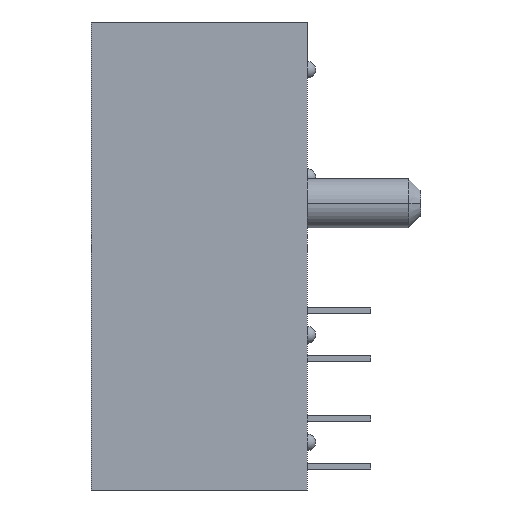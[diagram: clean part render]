
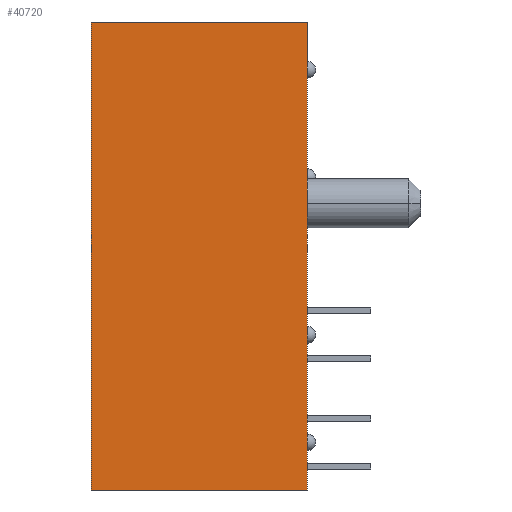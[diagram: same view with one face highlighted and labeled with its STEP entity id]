
A CAD part, left-side view. The second image highlights one B-rep face of the part: STEP entity #40720.
In plain terms, the highlighted planar face has unit normal (-1, 0, 0).
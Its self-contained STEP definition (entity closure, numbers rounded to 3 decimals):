
#12=DIRECTION('',(0.,0.,1.));
#13=VECTOR('',#12,19.6);
#14=CARTESIAN_POINT('',(-24.5,3.6,-19.6));
#15=LINE('',#14,#13);
#9097=DIRECTION('',(0.,-1.,0.));
#9098=VECTOR('',#9097,9.05);
#9099=CARTESIAN_POINT('',(-24.5,3.6,-19.6));
#9100=LINE('',#9099,#9098);
#11933=DIRECTION('',(0.,0.,-1.));
#11934=VECTOR('',#11933,19.6);
#11935=CARTESIAN_POINT('',(-24.5,-5.45,0.));
#11936=LINE('',#11935,#11934);
#14316=DIRECTION('',(0.,-1.,0.));
#14317=VECTOR('',#14316,9.05);
#14318=CARTESIAN_POINT('',(-24.5,3.6,0.));
#14319=LINE('',#14318,#14317);
#26629=CARTESIAN_POINT('',(-24.5,3.6,0.));
#26631=VERTEX_POINT('',#26629);
#26658=CARTESIAN_POINT('',(-24.5,3.6,-19.6));
#26660=VERTEX_POINT('',#26658);
#26726=CARTESIAN_POINT('',(-24.5,-5.45,0.));
#26728=VERTEX_POINT('',#26726);
#26729=CARTESIAN_POINT('',(-24.5,-5.45,-19.6));
#26730=VERTEX_POINT('',#26729);
#40709=CARTESIAN_POINT('',(-24.5,-3.6,-19.6));
#40710=DIRECTION('',(-1.,0.,0.));
#40711=DIRECTION('',(0.,0.,1.));
#40712=AXIS2_PLACEMENT_3D('',#40709,#40710,#40711);
#40713=PLANE('',#40712);
#40714=ORIENTED_EDGE('',*,*,#31622,.T.);
#40715=ORIENTED_EDGE('',*,*,#39888,.T.);
#40716=ORIENTED_EDGE('',*,*,#38603,.F.);
#40717=ORIENTED_EDGE('',*,*,#31580,.T.);
#40718=EDGE_LOOP('',(#40714,#40715,#40716,#40717));
#40719=FACE_OUTER_BOUND('',#40718,.F.);
#31580=EDGE_CURVE('',#26660,#26631,#15,.T.);
#31622=EDGE_CURVE('',#26631,#26728,#14319,.T.);
#38603=EDGE_CURVE('',#26660,#26730,#9100,.T.);
#39888=EDGE_CURVE('',#26728,#26730,#11936,.T.);
#40720=ADVANCED_FACE('',(#40719),#40713,.T.);
